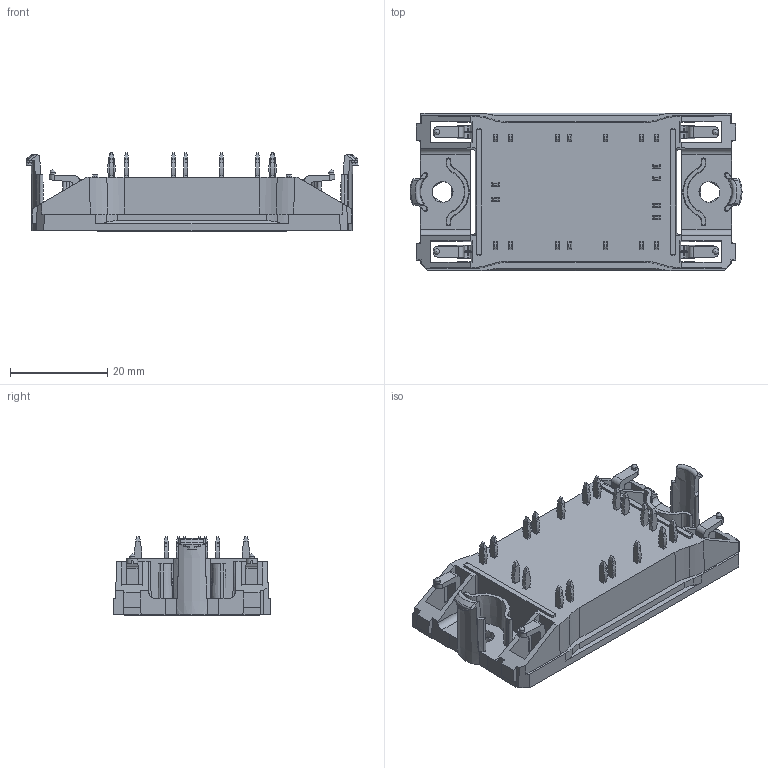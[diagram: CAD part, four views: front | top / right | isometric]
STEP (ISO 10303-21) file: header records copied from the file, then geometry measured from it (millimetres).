
FILE_DESCRIPTION(/* description */ ('Unknown'),/* implementation_level */ '2;1');
FILE_NAME(/* name */ 'Flow0-2C12Y-M340(200)-01-OL',/* time_stamp */ '2016-04-20T17:43:14+02:00',/* author */ ('Unknown'),/* organization */ ('Unknown'),/* preprocessor_version */ 'ST-DEVELOPER v16',/* originating_system */ 'DEX',/* authorisation */ $);
FILE_SCHEMA (('AP203_CONFIGURATION_CONTROLLED_3D_DESIGN_OF_MECHANICAL_PARTS_AND_ASSEMBLIES_MIM_LF { 1 0 10303 203 3 1 4 }','AUTOMOTIVE_DESIGN {1 0 10303 214 3 1 1}'));
Length unit declared in the file: millimetre
Products named in the file (1): Flow0-2C12Y-M340-02-OL
Bounding box: 68.4 x 32.5 x 16.23 mm (x, y, z)
Volume: 17092.4 mm3; surface area: 8883.4 mm2
Topology: 1 solids, 1 shells, 729 faces, 2050 edges, 1340 vertices
Faces by surface type: plane 473, cylinder 210, cone 34, bspline 4, torus 4, sphere 4
Full cylindrical faces by diameter (mm): 1.1 x4
Entity records: 23714 total; most frequent: CARTESIAN_POINT 4550, ORIENTED_EDGE 4060, DIRECTION 3960, EDGE_CURVE 2030, LINE 1464, VECTOR 1464, VERTEX_POINT 1332, AXIS2_PLACEMENT_3D 1248
